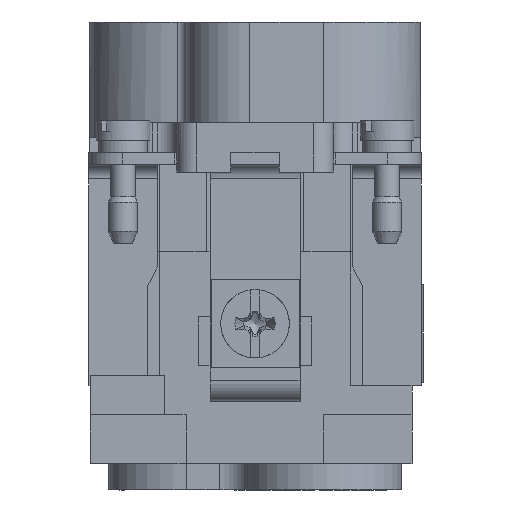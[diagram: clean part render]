
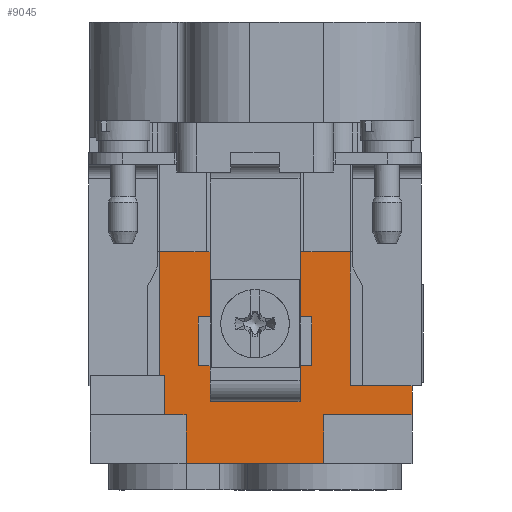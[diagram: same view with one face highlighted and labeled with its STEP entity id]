
A CAD part, left-side view. The second image highlights one B-rep face of the part: STEP entity #9045.
In plain terms, the highlighted planar face has unit normal (-1, 0, 0).
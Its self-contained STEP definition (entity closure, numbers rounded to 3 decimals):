
#9045=ADVANCED_FACE('',(#10968,#10969,#10970),#10222,.T.);
#10222=PLANE('',#32965);
#10968=FACE_BOUND('',#11639,.T.);
#10969=FACE_BOUND('',#11640,.T.);
#10970=FACE_BOUND('',#11641,.T.);
#11639=EDGE_LOOP('',(#14057));
#11640=EDGE_LOOP('',(#14058,#14059,#14060,#14061));
#11641=EDGE_LOOP('',(#14062,#14063,#14064,#14065,#14066,#14067,#14068,#14069,
#14070,#14071,#14072,#14073,#14074,#14075));
#14057=ORIENTED_EDGE('',*,*,#21819,.F.);
#14058=ORIENTED_EDGE('',*,*,#21820,.F.);
#14059=ORIENTED_EDGE('',*,*,#21821,.F.);
#14060=ORIENTED_EDGE('',*,*,#21822,.F.);
#14061=ORIENTED_EDGE('',*,*,#21823,.F.);
#14062=ORIENTED_EDGE('',*,*,#21503,.T.);
#14063=ORIENTED_EDGE('',*,*,#21824,.T.);
#14064=ORIENTED_EDGE('',*,*,#21499,.T.);
#14065=ORIENTED_EDGE('',*,*,#21825,.T.);
#14066=ORIENTED_EDGE('',*,*,#21816,.T.);
#14067=ORIENTED_EDGE('',*,*,#21826,.T.);
#14068=ORIENTED_EDGE('',*,*,#21827,.T.);
#14069=ORIENTED_EDGE('',*,*,#21560,.T.);
#14070=ORIENTED_EDGE('',*,*,#21828,.T.);
#14071=ORIENTED_EDGE('',*,*,#21624,.T.);
#14072=ORIENTED_EDGE('',*,*,#21626,.T.);
#14073=ORIENTED_EDGE('',*,*,#21321,.T.);
#14074=ORIENTED_EDGE('',*,*,#21829,.T.);
#14075=ORIENTED_EDGE('',*,*,#21830,.T.);
#19260=VERTEX_POINT('',#41906);
#19261=VERTEX_POINT('',#41908);
#19400=VERTEX_POINT('',#42313);
#19402=VERTEX_POINT('',#42317);
#19404=VERTEX_POINT('',#42322);
#19406=VERTEX_POINT('',#42326);
#19460=VERTEX_POINT('',#42456);
#19462=VERTEX_POINT('',#42460);
#19507=VERTEX_POINT('',#42586);
#19508=VERTEX_POINT('',#42588);
#19612=VERTEX_POINT('',#43008);
#19615=VERTEX_POINT('',#43016);
#19616=VERTEX_POINT('',#43021);
#19617=VERTEX_POINT('',#43023);
#19618=VERTEX_POINT('',#43024);
#19619=VERTEX_POINT('',#43026);
#19620=VERTEX_POINT('',#43028);
#19621=VERTEX_POINT('',#43033);
#19622=VERTEX_POINT('',#43037);
#21321=EDGE_CURVE('',#19261,#19260,#26521,.T.);
#21499=EDGE_CURVE('',#19400,#19402,#26647,.T.);
#21503=EDGE_CURVE('',#19404,#19406,#26651,.T.);
#21560=EDGE_CURVE('',#19460,#19462,#26688,.T.);
#21624=EDGE_CURVE('',#19508,#19507,#26751,.T.);
#21626=EDGE_CURVE('',#19507,#19261,#26753,.T.);
#21816=EDGE_CURVE('',#19612,#19615,#26883,.T.);
#21819=EDGE_CURVE('',#19616,#19616,#24717,.T.);
#21820=EDGE_CURVE('',#19617,#19618,#26886,.T.);
#21821=EDGE_CURVE('',#19619,#19617,#26887,.T.);
#21822=EDGE_CURVE('',#19620,#19619,#26888,.T.);
#21823=EDGE_CURVE('',#19618,#19620,#26889,.T.);
#21824=EDGE_CURVE('',#19406,#19400,#26890,.T.);
#21825=EDGE_CURVE('',#19402,#19612,#26891,.T.);
#21826=EDGE_CURVE('',#19615,#19621,#26892,.T.);
#21827=EDGE_CURVE('',#19621,#19460,#26893,.T.);
#21828=EDGE_CURVE('',#19462,#19508,#26894,.T.);
#21829=EDGE_CURVE('',#19260,#19622,#26895,.T.);
#21830=EDGE_CURVE('',#19622,#19404,#26896,.T.);
#24717=CIRCLE('',#32964,2.25);
#26521=LINE('',#41907,#28692);
#26647=LINE('',#42318,#28818);
#26651=LINE('',#42327,#28822);
#26688=LINE('',#42461,#28859);
#26751=LINE('',#42587,#28922);
#26753=LINE('',#42591,#28924);
#26883=LINE('',#43015,#29054);
#26886=LINE('',#43022,#29057);
#26887=LINE('',#43025,#29058);
#26888=LINE('',#43027,#29059);
#26889=LINE('',#43029,#29060);
#26890=LINE('',#43030,#29061);
#26891=LINE('',#43031,#29062);
#26892=LINE('',#43032,#29063);
#26893=LINE('',#43034,#29064);
#26894=LINE('',#43035,#29065);
#26895=LINE('',#43036,#29066);
#26896=LINE('',#43038,#29067);
#28692=VECTOR('',#34971,1.);
#28818=VECTOR('',#35239,1.);
#28822=VECTOR('',#35245,1.);
#28859=VECTOR('',#35348,1.);
#28922=VECTOR('',#35447,1.);
#28924=VECTOR('',#35451,1.);
#29054=VECTOR('',#35813,1.);
#29057=VECTOR('',#35820,1.);
#29058=VECTOR('',#35821,1.);
#29059=VECTOR('',#35822,1.);
#29060=VECTOR('',#35823,1.);
#29061=VECTOR('',#35824,1.);
#29062=VECTOR('',#35825,1.);
#29063=VECTOR('',#35826,1.);
#29064=VECTOR('',#35827,1.);
#29065=VECTOR('',#35828,1.);
#29066=VECTOR('',#35829,1.);
#29067=VECTOR('',#35830,1.);
#32964=AXIS2_PLACEMENT_3D('',#43020,#35818,#35819);
#32965=AXIS2_PLACEMENT_3D('',#43039,#35831,#35832);
#34971=DIRECTION('',(0.,0.,1.));
#35239=DIRECTION('',(0.,1.,0.));
#35245=DIRECTION('',(0.,1.,0.));
#35348=DIRECTION('',(0.,0.,-1.));
#35447=DIRECTION('',(0.,0.,1.));
#35451=DIRECTION('',(0.,-1.,0.));
#35813=DIRECTION('',(0.,-1.,0.));
#35818=DIRECTION('',(-1.,0.,0.));
#35819=DIRECTION('',(0.,-1.,0.));
#35820=DIRECTION('',(0.,0.,1.));
#35821=DIRECTION('',(0.,-1.,0.));
#35822=DIRECTION('',(0.,0.,-1.));
#35823=DIRECTION('',(0.,1.,0.));
#35824=DIRECTION('',(0.,1.,0.));
#35825=DIRECTION('',(0.,0.,-1.));
#35826=DIRECTION('',(0.,0.,-1.));
#35827=DIRECTION('',(0.,-1.,0.));
#35828=DIRECTION('',(0.,-1.,0.));
#35829=DIRECTION('',(0.,1.,0.));
#35830=DIRECTION('',(0.,0.,1.));
#35831=DIRECTION('',(-1.,0.,0.));
#35832=DIRECTION('',(0.,-1.,0.));
#41906=CARTESIAN_POINT('',(-45.2,-16.05,-22.65));
#41907=CARTESIAN_POINT('',(-45.2,-16.05,-25.6));
#41908=CARTESIAN_POINT('',(-45.2,-16.05,-25.6));
#42313=CARTESIAN_POINT('',(-45.2,5.,-8.95));
#42317=CARTESIAN_POINT('',(-45.2,9.75,-8.95));
#42318=CARTESIAN_POINT('',(-45.2,-9.75,-8.95));
#42322=CARTESIAN_POINT('',(-45.2,-9.75,-8.95));
#42326=CARTESIAN_POINT('',(-45.2,-5.,-8.95));
#42327=CARTESIAN_POINT('',(-45.2,-9.75,-8.95));
#42456=CARTESIAN_POINT('',(-45.2,7.05,-25.6));
#42460=CARTESIAN_POINT('',(-45.2,7.05,-30.6));
#42461=CARTESIAN_POINT('',(-45.2,7.05,-25.6));
#42586=CARTESIAN_POINT('',(-45.2,-7.05,-25.6));
#42587=CARTESIAN_POINT('',(-45.2,-7.05,-30.6));
#42588=CARTESIAN_POINT('',(-45.2,-7.05,-30.6));
#42591=CARTESIAN_POINT('',(-45.2,-7.05,-25.6));
#43008=CARTESIAN_POINT('',(-45.2,9.75,-21.55));
#43015=CARTESIAN_POINT('',(-45.2,9.75,-21.55));
#43016=CARTESIAN_POINT('',(-45.2,9.25,-21.55));
#43020=CARTESIAN_POINT('',(-45.2,0.,-16.3));
#43021=CARTESIAN_POINT('',(-45.2,-2.25,-16.3));
#43022=CARTESIAN_POINT('',(-45.2,-4.6,-30.8));
#43023=CARTESIAN_POINT('',(-45.2,-4.6,-24.298));
#43024=CARTESIAN_POINT('',(-45.2,-4.6,-23.1));
#43025=CARTESIAN_POINT('',(-45.2,-4.6,-24.298));
#43026=CARTESIAN_POINT('',(-45.2,4.6,-24.298));
#43027=CARTESIAN_POINT('',(-45.2,4.6,-30.8));
#43028=CARTESIAN_POINT('',(-45.2,4.6,-23.1));
#43029=CARTESIAN_POINT('',(-45.2,10.49,-23.1));
#43030=CARTESIAN_POINT('',(-45.2,-9.75,-8.95));
#43031=CARTESIAN_POINT('',(-45.2,9.75,-8.95));
#43032=CARTESIAN_POINT('',(-45.2,9.25,-21.55));
#43033=CARTESIAN_POINT('',(-45.2,9.25,-25.6));
#43034=CARTESIAN_POINT('',(-45.2,9.25,-25.6));
#43035=CARTESIAN_POINT('',(-45.2,7.05,-30.6));
#43036=CARTESIAN_POINT('',(-45.2,-16.05,-22.65));
#43037=CARTESIAN_POINT('',(-45.2,-9.75,-22.65));
#43038=CARTESIAN_POINT('',(-45.2,-9.75,-22.65));
#43039=CARTESIAN_POINT('',(-45.2,10.49,-30.8));
